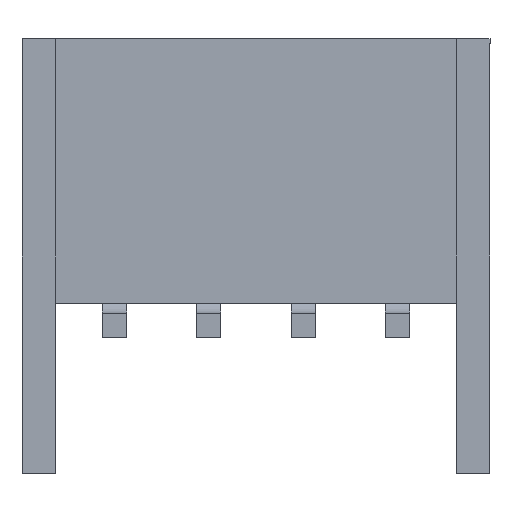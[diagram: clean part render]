
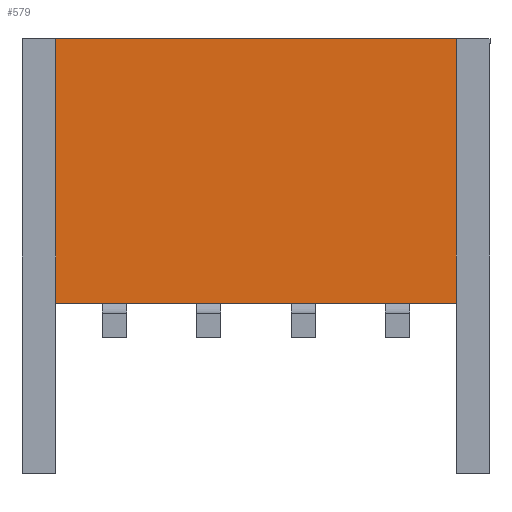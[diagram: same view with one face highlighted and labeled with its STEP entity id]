
A CAD part, front view. The second image highlights one B-rep face of the part: STEP entity #579.
In plain terms, the highlighted planar face has unit normal (0, -1, 0).
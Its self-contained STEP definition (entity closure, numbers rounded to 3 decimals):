
#44 = EDGE_CURVE ( 'NONE', #607, #609, #918, .T. ) ;
#395 = EDGE_LOOP ( 'NONE', ( #577, #578, #590, #420 ) ) ;
#420 = ORIENTED_EDGE ( 'NONE', *, *, #421, .T. ) ;
#421 = EDGE_CURVE ( 'NONE', #588, #607, #1760, .T. ) ;
#577 = ORIENTED_EDGE ( 'NONE', *, *, #44, .T. ) ;
#578 = ORIENTED_EDGE ( 'NONE', *, *, #595, .F. ) ;
#579 = ADVANCED_FACE ( 'NONE', ( #2177 ), #2176, .F. ) ;
#588 = VERTEX_POINT ( 'NONE', #2213 ) ;
#590 = ORIENTED_EDGE ( 'NONE', *, *, #591, .F. ) ;
#591 = EDGE_CURVE ( 'NONE', #588, #592, #2212, .T. ) ;
#592 = VERTEX_POINT ( 'NONE', #2208 ) ;
#595 = EDGE_CURVE ( 'NONE', #592, #609, #2206, .T. ) ;
#607 = VERTEX_POINT ( 'NONE', #2257 ) ;
#609 = VERTEX_POINT ( 'NONE', #2252 ) ;
#915 = DIRECTION ( 'NONE',  ( 1., 0., 0. ) ) ;
#916 = VECTOR ( 'NONE', #915, 1000. ) ;
#917 = CARTESIAN_POINT ( 'NONE',  ( -6.2, 0.4, -1.25 ) ) ;
#918 = LINE ( 'NONE', #917, #916 ) ;
#1757 = DIRECTION ( 'NONE',  ( 0., 0., -1. ) ) ;
#1758 = VECTOR ( 'NONE', #1757, 1000. ) ;
#1759 = CARTESIAN_POINT ( 'NONE',  ( -5.3, 0.4, -1.25 ) ) ;
#1760 = LINE ( 'NONE', #1759, #1758 ) ;
#2172 = DIRECTION ( 'NONE',  ( -1., 0., 0. ) ) ;
#2173 = DIRECTION ( 'NONE',  ( 0., 1., 0. ) ) ;
#2174 = CARTESIAN_POINT ( 'NONE',  ( -6.2, 0.4, -1.25 ) ) ;
#2175 = AXIS2_PLACEMENT_3D ( 'NONE', #2174, #2173, #2172 ) ;
#2176 = PLANE ( 'NONE',  #2175 ) ;
#2177 = FACE_OUTER_BOUND ( 'NONE', #395, .T. ) ;
#2203 = DIRECTION ( 'NONE',  ( 0., 0., -1. ) ) ;
#2204 = VECTOR ( 'NONE', #2203, 1000. ) ;
#2205 = CARTESIAN_POINT ( 'NONE',  ( 5.3, 0.4, -1.25 ) ) ;
#2206 = LINE ( 'NONE', #2205, #2204 ) ;
#2208 = CARTESIAN_POINT ( 'NONE',  ( 5.3, 0.4, 5.75 ) ) ;
#2209 = DIRECTION ( 'NONE',  ( 1., 0., 0. ) ) ;
#2210 = VECTOR ( 'NONE', #2209, 1000. ) ;
#2211 = CARTESIAN_POINT ( 'NONE',  ( -6.2, 0.4, 5.75 ) ) ;
#2212 = LINE ( 'NONE', #2211, #2210 ) ;
#2213 = CARTESIAN_POINT ( 'NONE',  ( -5.3, 0.4, 5.75 ) ) ;
#2252 = CARTESIAN_POINT ( 'NONE',  ( 5.3, 0.4, -1.25 ) ) ;
#2257 = CARTESIAN_POINT ( 'NONE',  ( -5.3, 0.4, -1.25 ) ) ;
